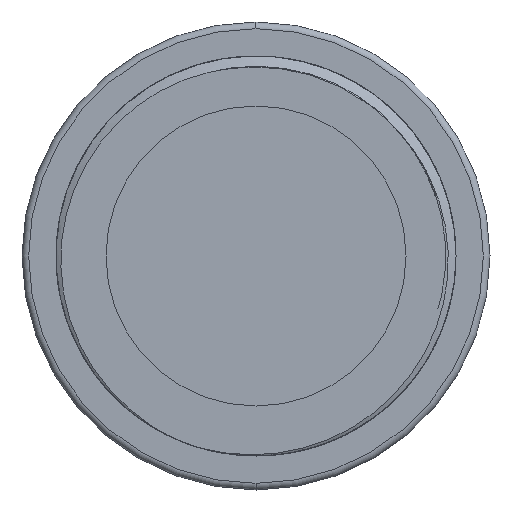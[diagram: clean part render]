
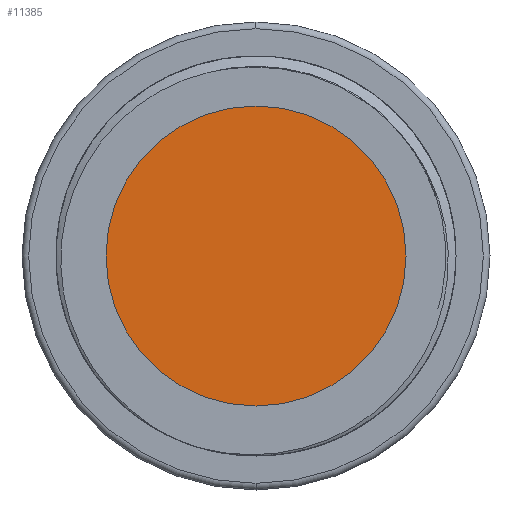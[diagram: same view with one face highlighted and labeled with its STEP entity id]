
A CAD part, front view. The second image highlights one B-rep face of the part: STEP entity #11385.
In plain terms, the highlighted planar face has unit normal (0, -1, 0).
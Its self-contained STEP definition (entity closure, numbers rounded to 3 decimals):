
#4532=CARTESIAN_POINT('',(0.,0.5,0.));
#4533=DIRECTION('',(0.,-1.,0.));
#4534=DIRECTION('',(1.,0.,0.));
#4535=AXIS2_PLACEMENT_3D('',#4532,#4533,#4534);
#4541=CARTESIAN_POINT('',(0.,0.5,0.));
#4542=DIRECTION('',(0.,-1.,0.));
#4543=DIRECTION('',(-1.,0.,0.));
#4544=AXIS2_PLACEMENT_3D('',#4541,#4542,#4543);
#4676=CARTESIAN_POINT('',(4.5,0.5,0.));
#4677=CARTESIAN_POINT('',(-4.5,0.5,0.));
#4678=VERTEX_POINT('',#4676);
#4679=VERTEX_POINT('',#4677);
#11375=CARTESIAN_POINT('',(0.,0.5,0.));
#11376=DIRECTION('',(0.,1.,0.));
#11377=DIRECTION('',(0.,0.,-1.));
#11378=AXIS2_PLACEMENT_3D('',#11375,#11376,#11377);
#11379=PLANE('',#11378);
#11380=ORIENTED_EDGE('',*,*,#11358,.F.);
#11382=ORIENTED_EDGE('',*,*,#11381,.F.);
#11383=EDGE_LOOP('',(#11380,#11382));
#11384=FACE_OUTER_BOUND('',#11383,.F.);
#4536=CIRCLE('',#4535,4.5);
#4545=CIRCLE('',#4544,4.5);
#11358=EDGE_CURVE('',#4678,#4679,#4536,.T.);
#11381=EDGE_CURVE('',#4679,#4678,#4545,.T.);
#11385=ADVANCED_FACE('',(#11384),#11379,.F.);
